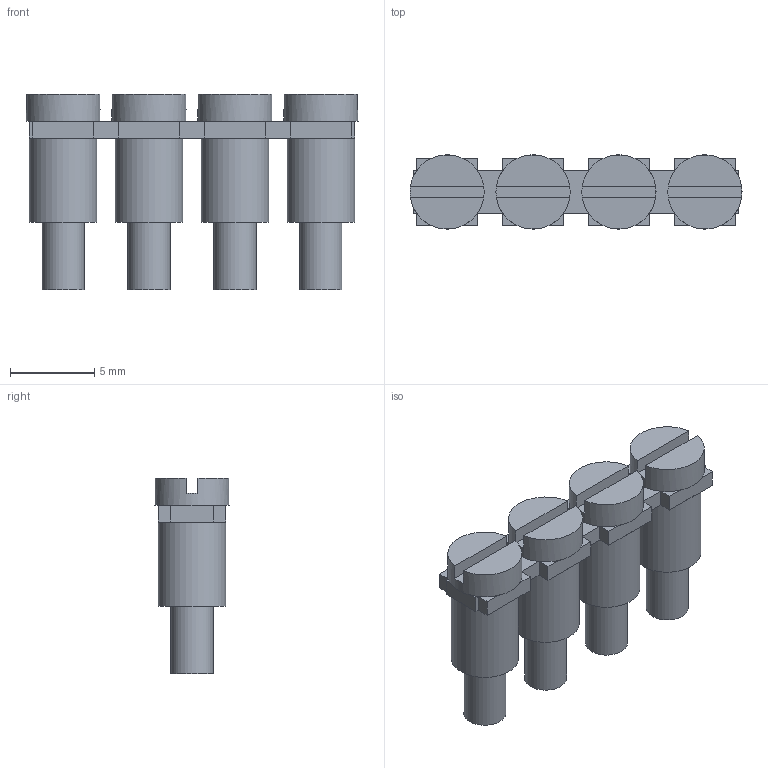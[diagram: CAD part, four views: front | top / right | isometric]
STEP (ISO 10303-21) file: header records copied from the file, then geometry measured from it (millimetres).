
FILE_DESCRIPTION(/* description */ (''),/* implementation_level */ '2;1');
FILE_NAME(/* name */ '2424.0_Q_4.stp',/* time_stamp */ '2021-03-01T16:15:27+01:00',/* author */ (''),/* organization */ (''),/* preprocessor_version */ 'ST-DEVELOPER v16.7',/* originating_system */ 'SIEMENS PLM Software NX 12.0',/* authorisation */ '');
FILE_SCHEMA (('AUTOMOTIVE_DESIGN { 1 0 10303 214 3 1 1 1 }'));
Length unit declared in the file: millimetre
Products named in the file (1): 2424.0_Q_4
Bounding box: 19.7 x 4.4 x 11.6 mm (x, y, z)
Volume: 413.9 mm3; surface area: 1205.8 mm2
Topology: 9 solids, 9 shells, 114 faces, 264 edges, 176 vertices
Faces by surface type: plane 86, cylinder 28
Full cylindrical faces by diameter (mm): 2.16 x4, 2.5 x4, 3 x4, 4 x4, 4.4 x4
Entity records: 3337 total; most frequent: DIRECTION 566, CARTESIAN_POINT 555, ORIENTED_EDGE 528, EDGE_CURVE 264, LINE 192, VECTOR 192, AXIS2_PLACEMENT_3D 187, VERTEX_POINT 176
